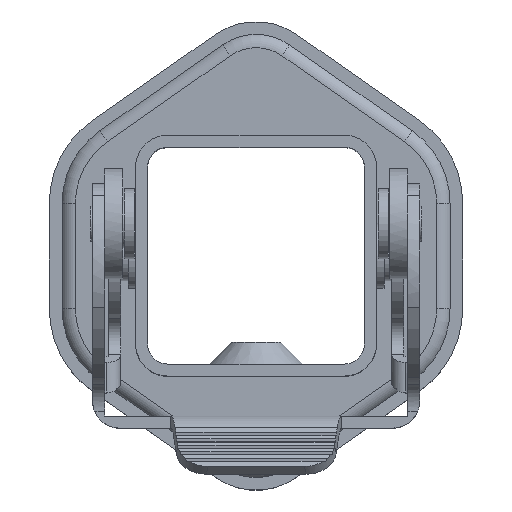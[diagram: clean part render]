
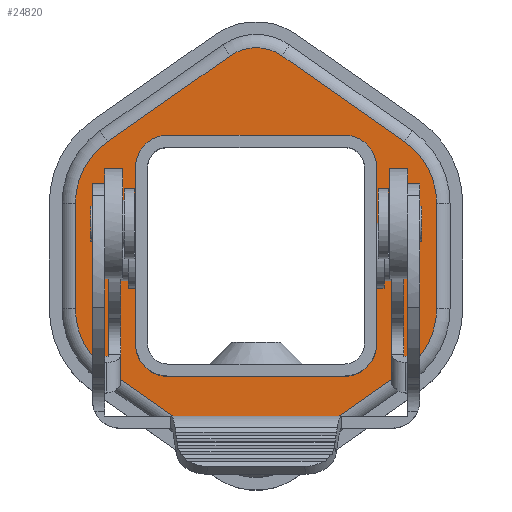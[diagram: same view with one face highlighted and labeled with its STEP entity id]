
A CAD part, top view. The second image highlights one B-rep face of the part: STEP entity #24820.
In plain terms, the highlighted planar face has unit normal (0, 0, 1).
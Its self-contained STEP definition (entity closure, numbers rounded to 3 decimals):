
#1210=CARTESIAN_POINT('',(59.523,29.655,2.5));
#1220=VERTEX_POINT('',#1210);
#1250=CARTESIAN_POINT('',(0.,29.655,2.5));
#1260=DIRECTION('',(1.,0.,0.));
#1270=VECTOR('',#1260,1.);
#1280=LINE('',#1250,#1270);
#1290=CARTESIAN_POINT('',(41.923,29.655,2.5));
#1300=VERTEX_POINT('',#1290);
#1310=EDGE_CURVE('',#1300,#1220,#1280,.T.);
#2710=CARTESIAN_POINT('',(65.525,30.276,2.5));
#2720=VERTEX_POINT('',#2710);
#2750=CARTESIAN_POINT('',(61.223,36.42,2.5));
#2760=DIRECTION('',(0.,0.,-1.));
#2770=DIRECTION('',(-1.,0.,0.));
#2780=AXIS2_PLACEMENT_3D('',#2750,#2760,#2770);
#2790=CIRCLE('',#2780,7.5);
#2800=CARTESIAN_POINT('',(68.723,36.42,2.5));
#2810=VERTEX_POINT('',#2800);
#2820=EDGE_CURVE('',#2810,#2720,#2790,.T.);
#4300=CARTESIAN_POINT('',(32.723,36.42,2.5));
#4310=VERTEX_POINT('',#4300);
#4360=CARTESIAN_POINT('',(40.223,36.42,2.5));
#4370=DIRECTION('',(0.,0.,-1.));
#4380=DIRECTION('',(-1.,0.,0.));
#4390=AXIS2_PLACEMENT_3D('',#4360,#4370,#4380);
#4400=CIRCLE('',#4390,7.5);
#4410=CARTESIAN_POINT('',(35.922,30.276,2.5));
#4420=VERTEX_POINT('',#4410);
#4430=EDGE_CURVE('',#4420,#4310,#4400,.T.);
#23320=CARTESIAN_POINT('',(0.,0.,2.5));
#23330=DIRECTION('',(0.,0.,1.));
#23340=DIRECTION('',(1.,0.,0.));
#23350=AXIS2_PLACEMENT_3D('',#23320,#23330,#23340);
#23360=PLANE('',#23350);
#23370=CARTESIAN_POINT('',(41.923,32.855,2.5));
#23380=DIRECTION('',(0.,0.,-1.));
#23390=DIRECTION('',(-1.,0.,0.));
#23400=AXIS2_PLACEMENT_3D('',#23370,#23380,#23390);
#23410=CIRCLE('',#23400,3.2);
#23420=CARTESIAN_POINT('',(38.723,32.855,2.5));
#23430=VERTEX_POINT('',#23420);
#23440=EDGE_CURVE('',#1300,#23430,#23410,.T.);
#23450=ORIENTED_EDGE('',*,*,#23440,.T.);
#23460=ORIENTED_EDGE('',*,*,#1310,.F.);
#23470=CARTESIAN_POINT('',(59.523,32.855,2.5));
#23480=DIRECTION('',(0.,0.,1.));
#23490=DIRECTION('',(1.,0.,0.));
#23500=AXIS2_PLACEMENT_3D('',#23470,#23480,#23490);
#23510=CIRCLE('',#23500,3.2);
#23520=CARTESIAN_POINT('',(62.723,32.855,2.5));
#23530=VERTEX_POINT('',#23520);
#23540=EDGE_CURVE('',#1220,#23530,#23510,.T.);
#23550=ORIENTED_EDGE('',*,*,#23540,.F.);
#23560=CARTESIAN_POINT('',(62.723,0.,2.5));
#23570=DIRECTION('',(0.,-1.,0.));
#23580=VECTOR('',#23570,1.);
#23590=LINE('',#23560,#23580);
#23600=CARTESIAN_POINT('',(62.723,50.455,2.5));
#23610=VERTEX_POINT('',#23600);
#23620=EDGE_CURVE('',#23610,#23530,#23590,.T.);
#23630=ORIENTED_EDGE('',*,*,#23620,.T.);
#23640=CARTESIAN_POINT('',(59.523,50.455,2.5));
#23650=DIRECTION('',(0.,0.,1.));
#23660=DIRECTION('',(1.,0.,0.));
#23670=AXIS2_PLACEMENT_3D('',#23640,#23650,#23660);
#23680=CIRCLE('',#23670,3.2);
#23690=CARTESIAN_POINT('',(59.523,53.655,2.5));
#23700=VERTEX_POINT('',#23690);
#23710=EDGE_CURVE('',#23610,#23700,#23680,.T.);
#23720=ORIENTED_EDGE('',*,*,#23710,.F.);
#23730=CARTESIAN_POINT('',(0.,53.655,2.5));
#23740=DIRECTION('',(-1.,0.,0.));
#23750=VECTOR('',#23740,1.);
#23760=LINE('',#23730,#23750);
#23770=CARTESIAN_POINT('',(41.923,53.655,2.5));
#23780=VERTEX_POINT('',#23770);
#23790=EDGE_CURVE('',#23700,#23780,#23760,.T.);
#23800=ORIENTED_EDGE('',*,*,#23790,.F.);
#23810=CARTESIAN_POINT('',(41.923,50.455,2.5));
#23820=DIRECTION('',(0.,0.,-1.));
#23830=DIRECTION('',(-1.,0.,0.));
#23840=AXIS2_PLACEMENT_3D('',#23810,#23820,#23830);
#23850=CIRCLE('',#23840,3.2);
#23860=CARTESIAN_POINT('',(38.723,50.455,2.5));
#23870=VERTEX_POINT('',#23860);
#23880=EDGE_CURVE('',#23870,#23780,#23850,.T.);
#23890=ORIENTED_EDGE('',*,*,#23880,.T.);
#23900=CARTESIAN_POINT('',(38.723,0.,2.5));
#23910=DIRECTION('',(0.,-1.,0.));
#23920=VECTOR('',#23910,1.);
#23930=LINE('',#23900,#23920);
#23940=EDGE_CURVE('',#23870,#23430,#23930,.T.);
#23950=ORIENTED_EDGE('',*,*,#23940,.F.);
#23960=EDGE_LOOP('',(#23950,#23890,#23800,#23720,#23630,#23550,#23460,
#23450));
#23970=FACE_BOUND('',#23960,.T.);
#23980=CARTESIAN_POINT('',(0.,55.429,2.5));
#23990=DIRECTION('',(0.819,-0.574,0.));
#24000=VECTOR('',#23990,1.);
#24010=LINE('',#23980,#24000);
#24020=CARTESIAN_POINT('',(48.142,21.719,2.5));
#24030=VERTEX_POINT('',#24020);
#24040=EDGE_CURVE('',#4420,#24030,#24010,.T.);
#24050=ORIENTED_EDGE('',*,*,#24040,.T.);
#24060=ORIENTED_EDGE('',*,*,#4430,.F.);
#24070=CARTESIAN_POINT('',(32.723,0.,2.5));
#24080=DIRECTION('',(0.,-1.,0.));
#24090=VECTOR('',#24080,1.);
#24100=LINE('',#24070,#24090);
#24110=CARTESIAN_POINT('',(32.723,46.891,2.5));
#24120=VERTEX_POINT('',#24110);
#24130=EDGE_CURVE('',#24120,#4310,#24100,.T.);
#24140=ORIENTED_EDGE('',*,*,#24130,.T.);
#24150=CARTESIAN_POINT('',(40.223,46.891,2.5));
#24160=DIRECTION('',(0.,0.,-1.));
#24170=DIRECTION('',(-1.,0.,0.));
#24180=AXIS2_PLACEMENT_3D('',#24150,#24160,#24170);
#24190=CIRCLE('',#24180,7.5);
#24200=CARTESIAN_POINT('',(35.922,53.035,2.5));
#24210=VERTEX_POINT('',#24200);
#24220=EDGE_CURVE('',#24120,#24210,#24190,.T.);
#24230=ORIENTED_EDGE('',*,*,#24220,.F.);
#24240=CARTESIAN_POINT('',(0.,27.882,2.5));
#24250=DIRECTION('',(-0.819,-0.574,0.));
#24260=VECTOR('',#24250,1.);
#24270=LINE('',#24240,#24260);
#24280=CARTESIAN_POINT('',(48.142,61.592,2.5));
#24290=VERTEX_POINT('',#24280);
#24300=EDGE_CURVE('',#24290,#24210,#24270,.T.);
#24310=ORIENTED_EDGE('',*,*,#24300,.T.);
#24320=CARTESIAN_POINT('',(50.723,57.905,2.5));
#24330=DIRECTION('',(0.,0.,1.));
#24340=DIRECTION('',(1.,0.,0.));
#24350=AXIS2_PLACEMENT_3D('',#24320,#24330,#24340);
#24360=CIRCLE('',#24350,4.5);
#24370=CARTESIAN_POINT('',(53.304,61.592,2.5));
#24380=VERTEX_POINT('',#24370);
#24390=EDGE_CURVE('',#24380,#24290,#24360,.T.);
#24400=ORIENTED_EDGE('',*,*,#24390,.T.);
#24410=CARTESIAN_POINT('',(0.,98.916,2.5));
#24420=DIRECTION('',(-0.819,0.574,0.));
#24430=VECTOR('',#24420,1.);
#24440=LINE('',#24410,#24430);
#24450=CARTESIAN_POINT('',(65.525,53.035,2.5));
#24460=VERTEX_POINT('',#24450);
#24470=EDGE_CURVE('',#24460,#24380,#24440,.T.);
#24480=ORIENTED_EDGE('',*,*,#24470,.T.);
#24490=CARTESIAN_POINT('',(61.223,46.891,2.5));
#24500=DIRECTION('',(0.,0.,-1.));
#24510=DIRECTION('',(-1.,0.,0.));
#24520=AXIS2_PLACEMENT_3D('',#24490,#24500,#24510);
#24530=CIRCLE('',#24520,7.5);
#24540=CARTESIAN_POINT('',(68.723,46.891,2.5));
#24550=VERTEX_POINT('',#24540);
#24560=EDGE_CURVE('',#24460,#24550,#24530,.T.);
#24570=ORIENTED_EDGE('',*,*,#24560,.F.);
#24580=CARTESIAN_POINT('',(68.723,0.,2.5));
#24590=DIRECTION('',(0.,1.,0.));
#24600=VECTOR('',#24590,1.);
#24610=LINE('',#24580,#24600);
#24620=EDGE_CURVE('',#2810,#24550,#24610,.T.);
#24630=ORIENTED_EDGE('',*,*,#24620,.T.);
#24640=ORIENTED_EDGE('',*,*,#2820,.F.);
#24650=CARTESIAN_POINT('',(0.,-15.605,2.5));
#24660=DIRECTION('',(0.819,0.574,0.));
#24670=VECTOR('',#24660,1.);
#24680=LINE('',#24650,#24670);
#24690=CARTESIAN_POINT('',(53.304,21.719,2.5));
#24700=VERTEX_POINT('',#24690);
#24710=EDGE_CURVE('',#24700,#2720,#24680,.T.);
#24720=ORIENTED_EDGE('',*,*,#24710,.T.);
#24730=CARTESIAN_POINT('',(50.723,25.405,2.5));
#24740=DIRECTION('',(0.,0.,1.));
#24750=DIRECTION('',(1.,0.,0.));
#24760=AXIS2_PLACEMENT_3D('',#24730,#24740,#24750);
#24770=CIRCLE('',#24760,4.5);
#24780=EDGE_CURVE('',#24030,#24700,#24770,.T.);
#24790=ORIENTED_EDGE('',*,*,#24780,.T.);
#24800=EDGE_LOOP('',(#24790,#24720,#24640,#24630,#24570,#24480,#24400,
#24310,#24230,#24140,#24060,#24050));
#24810=FACE_OUTER_BOUND('',#24800,.T.);
#24820=ADVANCED_FACE('',(#23970,#24810),#23360,.T.);
